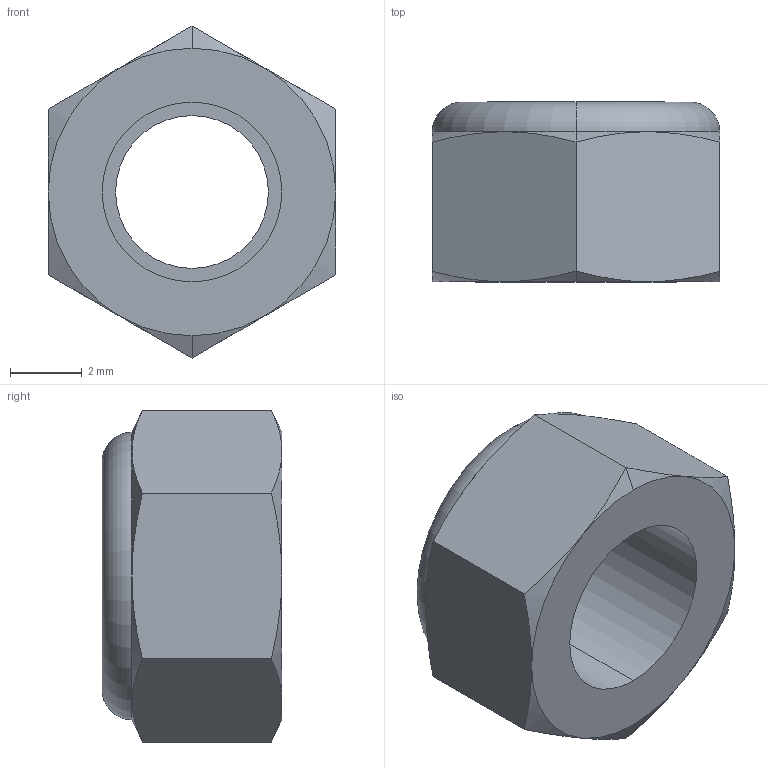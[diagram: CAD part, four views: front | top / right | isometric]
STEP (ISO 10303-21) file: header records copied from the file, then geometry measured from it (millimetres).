
FILE_DESCRIPTION (( 'STEP AP214' ), '1' );
FILE_NAME ('Nylon Insert Lock Nut M5.step-3-solid1.STEP', '2025-04-26T13:59:35', ( '' ), ( '' ), 'SwSTEP 2.0', 'SolidWorks 2024', '' );
FILE_SCHEMA (( 'AUTOMOTIVE_DESIGN' ));
Length unit declared in the file: millimetre
Products named in the file (1): Nylon Insert Lock Nut M5.step-3-solid1
Bounding box: 8 x 5 x 9.24 mm (x, y, z)
Volume: 172.9 mm3; surface area: 282.6 mm2
Topology: 1 solids, 1 shells, 34 faces, 72 edges, 42 vertices
Faces by surface type: cone 16, plane 10, cylinder 6, torus 2
Entity records: 907 total; most frequent: CARTESIAN_POINT 197, DIRECTION 150, ORIENTED_EDGE 144, EDGE_CURVE 72, AXIS2_PLACEMENT_3D 67, VERTEX_POINT 42, EDGE_LOOP 38, ADVANCED_FACE 34
